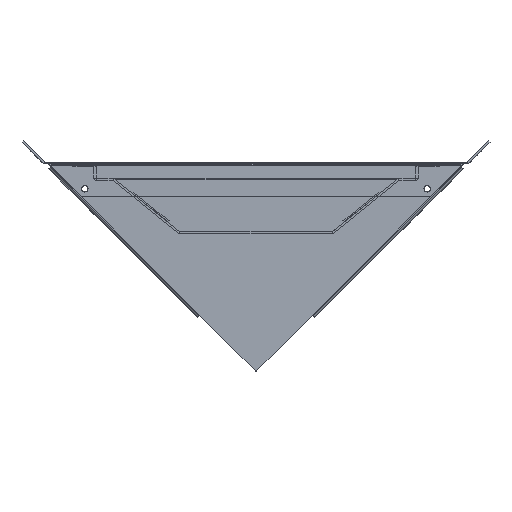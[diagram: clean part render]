
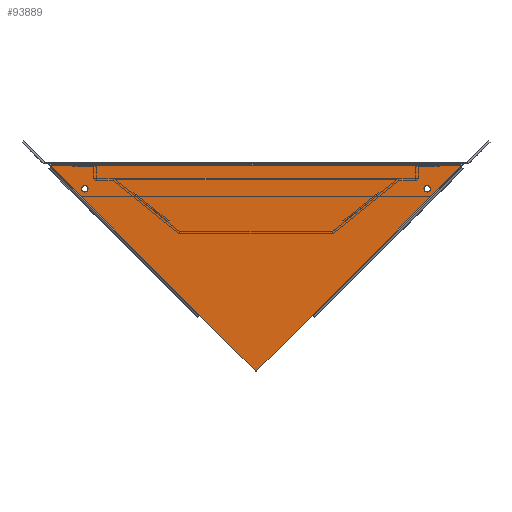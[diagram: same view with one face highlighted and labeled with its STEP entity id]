
A CAD part, front view. The second image highlights one B-rep face of the part: STEP entity #93889.
In plain terms, the highlighted planar face has unit normal (0, -1, 0).
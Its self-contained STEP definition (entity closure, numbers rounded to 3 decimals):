
#1556 = CARTESIAN_POINT ( 'NONE',  ( 3.643, -492.102, -43.472 ) ) ;
#1845 = AXIS2_PLACEMENT_3D ( 'NONE', #141219, #85018, #96836 ) ;
#1947 = DIRECTION ( 'NONE',  ( 0., -1., 0. ) ) ;
#5405 = VERTEX_POINT ( 'NONE', #104691 ) ;
#5539 = LINE ( 'NONE', #140123, #34474 ) ;
#6004 = AXIS2_PLACEMENT_3D ( 'NONE', #121180, #19923, #110092 ) ;
#6353 = DIRECTION ( 'NONE',  ( 0., -1., 0. ) ) ;
#8537 = CARTESIAN_POINT ( 'NONE',  ( -200.211, -492.102, 24.323 ) ) ;
#9348 = CIRCLE ( 'NONE', #75507, 2.1 ) ;
#9556 = AXIS2_PLACEMENT_3D ( 'NONE', #97129, #118585, #83822 ) ;
#10802 = CARTESIAN_POINT ( 'NONE',  ( -102.438, -492.102, -74.582 ) ) ;
#13409 = EDGE_CURVE ( 'NONE', #50811, #127978, #18819, .T. ) ;
#14492 = ORIENTED_EDGE ( 'NONE', *, *, #52604, .F. ) ;
#15131 = DIRECTION ( 'NONE',  ( 0., 0., -1. ) ) ;
#15161 = ORIENTED_EDGE ( 'NONE', *, *, #49204, .T. ) ;
#15475 = CARTESIAN_POINT ( 'NONE',  ( -200.211, -492.102, 25.123 ) ) ;
#16545 = EDGE_CURVE ( 'NONE', #61928, #135494, #53158, .T. ) ;
#18819 = CIRCLE ( 'NONE', #25891, 0.8 ) ;
#19128 = CARTESIAN_POINT ( 'NONE',  ( -201.011, -492.102, 24.323 ) ) ;
#19192 = EDGE_CURVE ( 'NONE', #94324, #26871, #51374, .T. ) ;
#19923 = DIRECTION ( 'NONE',  ( 0., -1., 0. ) ) ;
#20982 = ORIENTED_EDGE ( 'NONE', *, *, #36574, .T. ) ;
#25891 = AXIS2_PLACEMENT_3D ( 'NONE', #8537, #6353, #120181 ) ;
#26871 = VERTEX_POINT ( 'NONE', #118347 ) ;
#28422 = EDGE_LOOP ( 'NONE', ( #119466, #14492 ) ) ;
#29865 = VERTEX_POINT ( 'NONE', #59967 ) ;
#30206 = VECTOR ( 'NONE', #51531, 1000. ) ;
#30315 = CARTESIAN_POINT ( 'NONE',  ( -203.547, -492.102, 26.528 ) ) ;
#32310 = CARTESIAN_POINT ( 'NONE',  ( -200.719, -492.102, 23.699 ) ) ;
#32543 = VERTEX_POINT ( 'NONE', #78026 ) ;
#32599 = CIRCLE ( 'NONE', #1845, 2.1 ) ;
#33437 = ORIENTED_EDGE ( 'NONE', *, *, #74139, .T. ) ;
#33879 = CIRCLE ( 'NONE', #123529, 2.1 ) ;
#34474 = VECTOR ( 'NONE', #94265, 1000. ) ;
#35214 = CARTESIAN_POINT ( 'NONE',  ( 70.815, -492.102, 23.699 ) ) ;
#35631 = LINE ( 'NONE', #1556, #143212 ) ;
#36210 = EDGE_CURVE ( 'NONE', #26871, #50811, #48534, .T. ) ;
#36574 = EDGE_CURVE ( 'NONE', #29865, #61928, #84995, .T. ) ;
#37513 = ORIENTED_EDGE ( 'NONE', *, *, #123564, .T. ) ;
#37755 = CIRCLE ( 'NONE', #127408, 2.1 ) ;
#39423 = DIRECTION ( 'NONE',  ( 0., -1., 0. ) ) ;
#40173 = DIRECTION ( 'NONE',  ( 0., 0., 1. ) ) ;
#45566 = LINE ( 'NONE', #94239, #118829 ) ;
#46067 = EDGE_CURVE ( 'NONE', #143016, #96768, #59716, .T. ) ;
#48534 = LINE ( 'NONE', #126145, #110837 ) ;
#49204 = EDGE_CURVE ( 'NONE', #129547, #68378, #80879, .T. ) ;
#50811 = VERTEX_POINT ( 'NONE', #15475 ) ;
#51374 = CIRCLE ( 'NONE', #133987, 0.8 ) ;
#51531 = DIRECTION ( 'NONE',  ( 0.707, 0., 0.707 ) ) ;
#51840 = DIRECTION ( 'NONE',  ( 0., -1., 0. ) ) ;
#52604 = EDGE_CURVE ( 'NONE', #5405, #99329, #9348, .T. ) ;
#53095 = DIRECTION ( 'NONE',  ( 0., -1., 0. ) ) ;
#53158 = CIRCLE ( 'NONE', #105144, 0.8 ) ;
#54174 = ORIENTED_EDGE ( 'NONE', *, *, #19192, .T. ) ;
#55767 = ORIENTED_EDGE ( 'NONE', *, *, #36210, .T. ) ;
#59015 = DIRECTION ( 'NONE',  ( 0., -1., 0. ) ) ;
#59716 = LINE ( 'NONE', #145169, #30206 ) ;
#59967 = CARTESIAN_POINT ( 'NONE',  ( -65.518, -492.102, -111.502 ) ) ;
#60657 = VERTEX_POINT ( 'NONE', #83986 ) ;
#61509 = CARTESIAN_POINT ( 'NONE',  ( 70.873, -492.102, 23.757 ) ) ;
#61692 = FACE_BOUND ( 'NONE', #28422, .T. ) ;
#61928 = VERTEX_POINT ( 'NONE', #100207 ) ;
#62720 = CARTESIAN_POINT ( 'NONE',  ( 48.442, -492.102, 9.123 ) ) ;
#64906 = DIRECTION ( 'NONE',  ( 0., 0., 1. ) ) ;
#65172 = EDGE_LOOP ( 'NONE', ( #105662, #20982, #134664, #37513, #104379, #134960, #54174, #55767, #141524, #82787, #33437, #15161 ) ) ;
#68378 = VERTEX_POINT ( 'NONE', #10802 ) ;
#71338 = CARTESIAN_POINT ( 'NONE',  ( 70.307, -492.102, 24.323 ) ) ;
#71564 = DIRECTION ( 'NONE',  ( 0., 0., -1. ) ) ;
#71872 = ORIENTED_EDGE ( 'NONE', *, *, #75535, .F. ) ;
#73243 = VECTOR ( 'NONE', #125978, 1000. ) ;
#74139 = EDGE_CURVE ( 'NONE', #104330, #129547, #130874, .T. ) ;
#74213 = FACE_BOUND ( 'NONE', #107651, .T. ) ;
#74664 = DIRECTION ( 'NONE',  ( 0.707, 0., -0.707 ) ) ;
#75507 = AXIS2_PLACEMENT_3D ( 'NONE', #106667, #39423, #40173 ) ;
#75535 = EDGE_CURVE ( 'NONE', #32543, #60657, #33879, .T. ) ;
#78026 = CARTESIAN_POINT ( 'NONE',  ( 48.442, -492.102, 7.023 ) ) ;
#78154 = DIRECTION ( 'NONE',  ( 0., 0., 1. ) ) ;
#80879 = LINE ( 'NONE', #114869, #73243 ) ;
#82787 = ORIENTED_EDGE ( 'NONE', *, *, #83390, .T. ) ;
#83390 = EDGE_CURVE ( 'NONE', #127978, #104330, #112288, .T. ) ;
#83822 = DIRECTION ( 'NONE',  ( 0., 0., -1. ) ) ;
#83986 = CARTESIAN_POINT ( 'NONE',  ( 48.442, -492.102, 11.223 ) ) ;
#84995 = CIRCLE ( 'NONE', #101449, 0.8 ) ;
#85018 = DIRECTION ( 'NONE',  ( 0., -1., 0. ) ) ;
#85108 = EDGE_CURVE ( 'NONE', #96768, #94324, #35631, .T. ) ;
#85814 = CARTESIAN_POINT ( 'NONE',  ( -64.952, -492.102, -110.936 ) ) ;
#88721 = EDGE_CURVE ( 'NONE', #99329, #5405, #32599, .T. ) ;
#91029 = DIRECTION ( 'NONE',  ( 0.707, 0., 0.707 ) ) ;
#93889 = ADVANCED_FACE ( 'NONE', ( #74213, #61692, #120021 ), #117835, .F. ) ;
#94123 = CARTESIAN_POINT ( 'NONE',  ( -178.345, -492.102, 11.223 ) ) ;
#94239 = CARTESIAN_POINT ( 'NONE',  ( -65.373, -492.102, -112.489 ) ) ;
#94265 = DIRECTION ( 'NONE',  ( -0.707, 0., 0.707 ) ) ;
#94324 = VERTEX_POINT ( 'NONE', #61509 ) ;
#96768 = VERTEX_POINT ( 'NONE', #35214 ) ;
#96836 = DIRECTION ( 'NONE',  ( 0., 0., 1. ) ) ;
#97129 = CARTESIAN_POINT ( 'NONE',  ( -64.952, -492.102, 25.123 ) ) ;
#99329 = VERTEX_POINT ( 'NONE', #94123 ) ;
#100207 = CARTESIAN_POINT ( 'NONE',  ( -64.952, -492.102, -111.736 ) ) ;
#101449 = AXIS2_PLACEMENT_3D ( 'NONE', #85814, #51840, #130911 ) ;
#101791 = CARTESIAN_POINT ( 'NONE',  ( 48.442, -492.102, 9.123 ) ) ;
#102526 = EDGE_CURVE ( 'NONE', #29865, #68378, #5539, .T. ) ;
#104330 = VERTEX_POINT ( 'NONE', #118678 ) ;
#104379 = ORIENTED_EDGE ( 'NONE', *, *, #46067, .T. ) ;
#104691 = CARTESIAN_POINT ( 'NONE',  ( -178.345, -492.102, 7.023 ) ) ;
#105144 = AXIS2_PLACEMENT_3D ( 'NONE', #127734, #59015, #71564 ) ;
#105662 = ORIENTED_EDGE ( 'NONE', *, *, #102526, .F. ) ;
#106136 = DIRECTION ( 'NONE',  ( -1., 0., 0. ) ) ;
#106667 = CARTESIAN_POINT ( 'NONE',  ( -178.345, -492.102, 9.123 ) ) ;
#107651 = EDGE_LOOP ( 'NONE', ( #141937, #71872 ) ) ;
#110092 = DIRECTION ( 'NONE',  ( 0., 0., -1. ) ) ;
#110837 = VECTOR ( 'NONE', #106136, 1000. ) ;
#112288 = CIRCLE ( 'NONE', #6004, 0.8 ) ;
#114869 = CARTESIAN_POINT ( 'NONE',  ( -203.547, -492.102, 26.528 ) ) ;
#116411 = DIRECTION ( 'NONE',  ( 0., -1., 0. ) ) ;
#117835 = PLANE ( 'NONE',  #9556 ) ;
#117877 = DIRECTION ( 'NONE',  ( 0.707, 0., 0.707 ) ) ;
#118347 = CARTESIAN_POINT ( 'NONE',  ( 70.307, -492.102, 25.123 ) ) ;
#118585 = DIRECTION ( 'NONE',  ( 0., 1., 0. ) ) ;
#118678 = CARTESIAN_POINT ( 'NONE',  ( -200.777, -492.102, 23.757 ) ) ;
#118829 = VECTOR ( 'NONE', #117877, 1000. ) ;
#119466 = ORIENTED_EDGE ( 'NONE', *, *, #88721, .F. ) ;
#120021 = FACE_OUTER_BOUND ( 'NONE', #65172, .T. ) ;
#120181 = DIRECTION ( 'NONE',  ( 0., 0., -1. ) ) ;
#121180 = CARTESIAN_POINT ( 'NONE',  ( -200.211, -492.102, 24.323 ) ) ;
#122887 = CARTESIAN_POINT ( 'NONE',  ( -27.466, -492.102, -74.582 ) ) ;
#123529 = AXIS2_PLACEMENT_3D ( 'NONE', #62720, #53095, #64906 ) ;
#123564 = EDGE_CURVE ( 'NONE', #135494, #143016, #45566, .T. ) ;
#125978 = DIRECTION ( 'NONE',  ( 0.707, 0., -0.707 ) ) ;
#126145 = CARTESIAN_POINT ( 'NONE',  ( -64.952, -492.102, 25.123 ) ) ;
#127408 = AXIS2_PLACEMENT_3D ( 'NONE', #101791, #1947, #78154 ) ;
#127734 = CARTESIAN_POINT ( 'NONE',  ( -64.952, -492.102, -110.936 ) ) ;
#127978 = VERTEX_POINT ( 'NONE', #19128 ) ;
#129547 = VERTEX_POINT ( 'NONE', #32310 ) ;
#130874 = LINE ( 'NONE', #30315, #135064 ) ;
#130911 = DIRECTION ( 'NONE',  ( 0., 0., -1. ) ) ;
#133516 = EDGE_CURVE ( 'NONE', #60657, #32543, #37755, .T. ) ;
#133987 = AXIS2_PLACEMENT_3D ( 'NONE', #71338, #116411, #15131 ) ;
#134664 = ORIENTED_EDGE ( 'NONE', *, *, #16545, .T. ) ;
#134960 = ORIENTED_EDGE ( 'NONE', *, *, #85108, .T. ) ;
#135064 = VECTOR ( 'NONE', #74664, 1000. ) ;
#135494 = VERTEX_POINT ( 'NONE', #137682 ) ;
#137682 = CARTESIAN_POINT ( 'NONE',  ( -64.386, -492.102, -111.502 ) ) ;
#140123 = CARTESIAN_POINT ( 'NONE',  ( -203.547, -492.102, 26.528 ) ) ;
#141219 = CARTESIAN_POINT ( 'NONE',  ( -178.345, -492.102, 9.123 ) ) ;
#141524 = ORIENTED_EDGE ( 'NONE', *, *, #13409, .T. ) ;
#141937 = ORIENTED_EDGE ( 'NONE', *, *, #133516, .F. ) ;
#143016 = VERTEX_POINT ( 'NONE', #122887 ) ;
#143212 = VECTOR ( 'NONE', #91029, 1000. ) ;
#145169 = CARTESIAN_POINT ( 'NONE',  ( -65.373, -492.102, -112.489 ) ) ;
